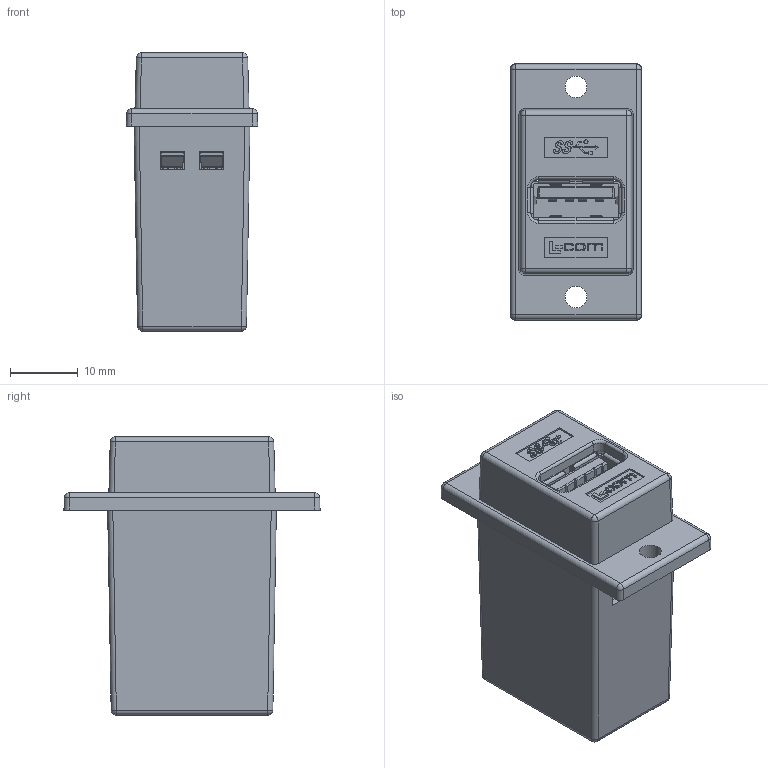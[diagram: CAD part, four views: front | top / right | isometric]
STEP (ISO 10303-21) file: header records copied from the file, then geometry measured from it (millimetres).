
FILE_DESCRIPTION (( 'STEP AP214' ), '1' );
FILE_NAME ('ECF504-30-UAAS-HR_3D.STEP', '2021-04-16T15:15:09', ( '' ), ( '' ), 'SwSTEP 2.0', 'SolidWorks 2020', '' );
FILE_SCHEMA (( 'AUTOMOTIVE_DESIGN' ));
Length unit declared in the file: millimetre
Products named in the file (7): 1AG01-312; ECF504-30-UAAS-HR_3D; 1AM07-127___; 1BC01-107; 1AA05-133_Crimped; ECF504-30-UAAS-HR-MA1; 1AG01-311
Assembly tree (7 placements, depth 3):
  ECF504-30-UAAS-HR_3D
    ECF504-30-UAAS-HR-MA1
      1BC01-107
      1AA05-133_Crimped  x2
    1AG01-311
    1AG01-312
    1AM07-127___
Bounding box: 19.4 x 37.8 x 41.06 mm (x, y, z)
Volume: 9092.9 mm3; surface area: 14372.2 mm2
Topology: 6 solids, 6 shells, 2762 faces, 7606 edges, 5004 vertices
Faces by surface type: plane 1653, cylinder 636, bspline 415, torus 24, sphere 18, cone 16
Entity records: 99779 total; most frequent: CARTESIAN_POINT 34673, ORIENTED_EDGE 12008, DIRECTION 9295, EDGE_CURVE 6004, VECTOR 4135, LINE 4135, VERTEX_POINT 3949, AXIS2_PLACEMENT_3D 2580
